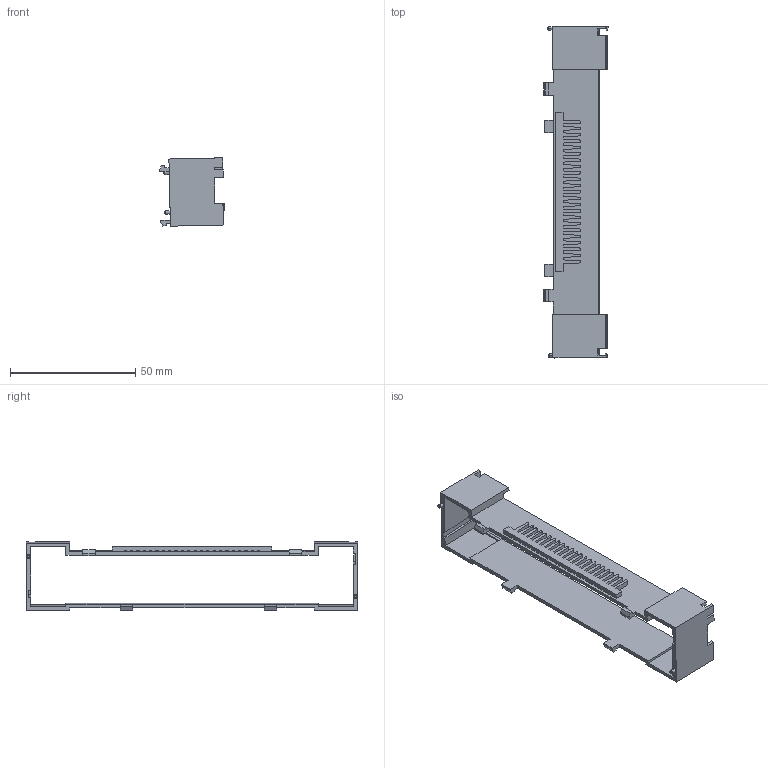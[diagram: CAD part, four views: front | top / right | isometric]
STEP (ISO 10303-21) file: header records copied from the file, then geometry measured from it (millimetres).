
FILE_DESCRIPTION (( 'STEP AP214' ), '1' );
FILE_NAME ('lcd holder.STEP', '2023-12-05T05:02:10', ( '' ), ( '' ), 'SwSTEP 2.0', 'SolidWorks 2018', '' );
FILE_SCHEMA (( 'AUTOMOTIVE_DESIGN' ));
Length unit declared in the file: millimetre
Products named in the file (1): lcd holder
Bounding box: 25.87 x 132.71 x 27.33 mm (x, y, z)
Volume: 10154.6 mm3; surface area: 14596.2 mm2
Topology: 1 solids, 1 shells, 346 faces, 1043 edges, 679 vertices
Faces by surface type: plane 292, cylinder 46, cone 4, torus 4
Entity records: 11645 total; most frequent: CARTESIAN_POINT 2095, ORIENTED_EDGE 2086, DIRECTION 1841, EDGE_CURVE 1043, LINE 935, VECTOR 935, VERTEX_POINT 679, AXIS2_PLACEMENT_3D 453
